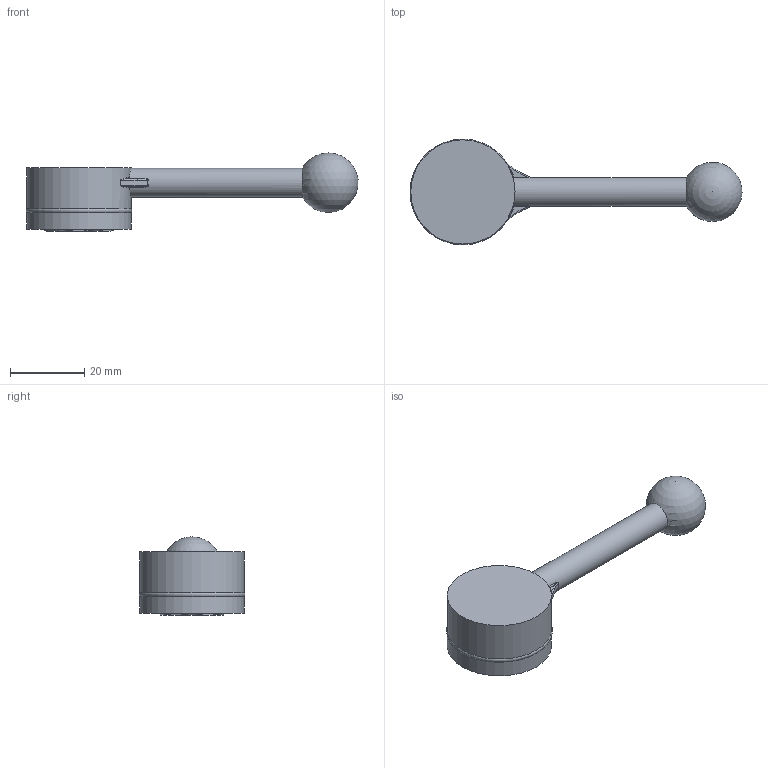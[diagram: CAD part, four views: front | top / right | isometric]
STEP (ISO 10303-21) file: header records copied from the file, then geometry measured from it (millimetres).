
FILE_DESCRIPTION( ( 'Unknown' ), '1' );
FILE_NAME( '7744010_E89_M10.stp', 'Unknown', ( 'Unknown' ), ( 'Unknown' ), 'PSStep 14.0', 'Unknown', ' ' );
FILE_SCHEMA( ( 'AUTOMOTIVE_DESIGN { 1 0 10303 214 1 1 1 1 }' ) );
Length unit declared in the file: millimetre
Products named in the file (1): 1
Bounding box: 89.14 x 28.4 x 21 mm (x, y, z)
Volume: 12978.7 mm3; surface area: 6708.7 mm2
Topology: 1 solids, 1 shells, 54 faces, 133 edges, 83 vertices
Faces by surface type: plane 15, cylinder 13, bspline 10, torus 9, cone 6, sphere 1
Full cylindrical faces by diameter (mm): 7.7 x1, 8.376 x1, 19.7 x1, 28 x2
Entity records: 4322 total; most frequent: CARTESIAN_POINT 2755, ORIENTED_EDGE 238, DIRECTION 214, EDGE_CURVE 119, AXIS2_PLACEMENT_3D 92, VERTEX_POINT 77, EDGE_LOOP 64, FACE_OUTER_BOUND 59
